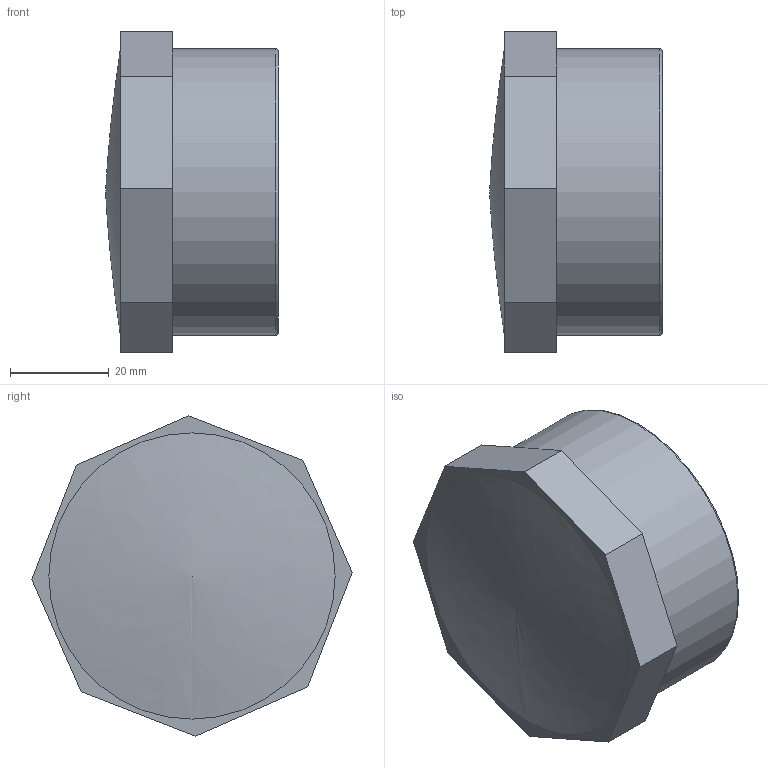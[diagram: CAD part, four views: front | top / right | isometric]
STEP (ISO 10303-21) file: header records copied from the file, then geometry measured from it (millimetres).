
FILE_DESCRIPTION(/* description */ (''),/* implementation_level */ '2;1');
FILE_NAME(/* name */ 'CA710500.ipt.stp',/* time_stamp */ '2017-01-24T18:36:55+01:00',/* author */ ('Gabriele'),/* organization */ (''),/* preprocessor_version */ 'ST-DEVELOPER v16.5',/* originating_system */ 'Autodesk Inventor 2017',/* authorisation */ '');
FILE_SCHEMA (('AUTOMOTIVE_DESIGN { 1 0 10303 214 3 1 1 }'));
Length unit declared in the file: millimetre
Products named in the file (1): CA710500
Bounding box: 35 x 64.93 x 64.93 mm (x, y, z)
Volume: 40078.1 mm3; surface area: 24846 mm2
Topology: 2 solids, 2 shells, 29 faces, 68 edges, 45 vertices
Faces by surface type: plane 14, bspline 8, cylinder 5, torus 2
Full cylindrical faces by diameter (mm): 47.4 x1, 47.8 x2, 58 x1
Entity records: 5041 total; most frequent: CARTESIAN_POINT 4430, ORIENTED_EDGE 120, DIRECTION 98, EDGE_CURVE 60, VERTEX_POINT 45, EDGE_LOOP 41, AXIS2_PLACEMENT_3D 37, FACE_OUTER_BOUND 29
